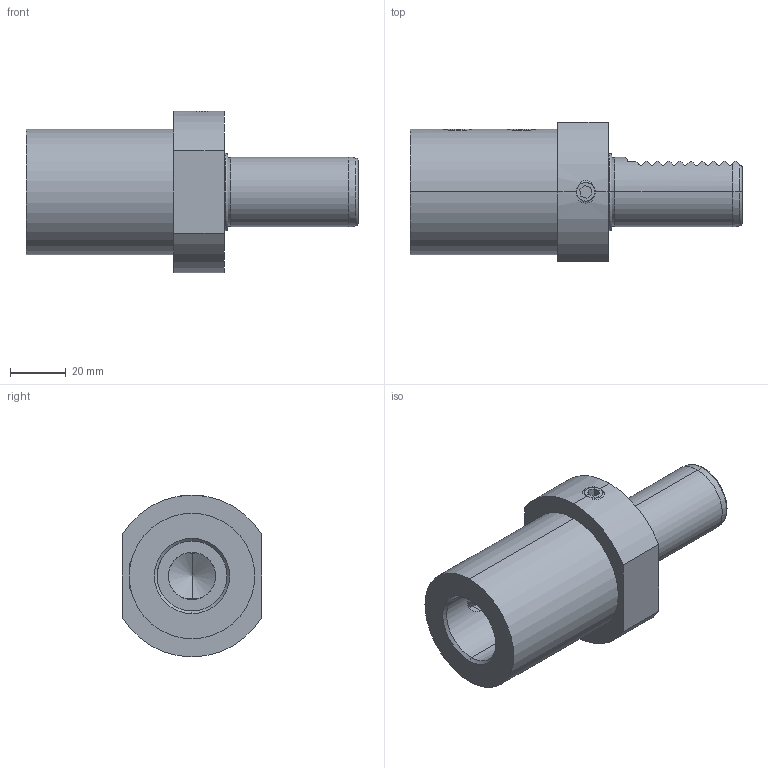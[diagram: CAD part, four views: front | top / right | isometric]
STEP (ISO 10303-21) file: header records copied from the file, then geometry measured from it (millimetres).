
FILE_DESCRIPTION (( 'STEP AP203' ), '1' );
FILE_NAME ('STEP.STEP', '2020-05-12T06:58:05', ( '' ), ( '' ), 'SwSTEP 2.0', 'SolidWorks 2017', '' );
FILE_SCHEMA (( 'CONFIG_CONTROL_DESIGN' ));
Length unit declared in the file: millimetre
Products named in the file (1): STEP
Bounding box: 119 x 50 x 58 mm (x, y, z)
Volume: 117249.5 mm3; surface area: 28658 mm2
Topology: 6 solids, 6 shells, 184 faces, 465 edges, 284 vertices
Faces by surface type: plane 74, cylinder 52, cone 42, torus 16
Entity records: 6242 total; most frequent: CARTESIAN_POINT 1953, ORIENTED_EDGE 902, DIRECTION 844, EDGE_CURVE 451, AXIS2_PLACEMENT_3D 311, VERTEX_POINT 284, VECTOR 222, LINE 222
